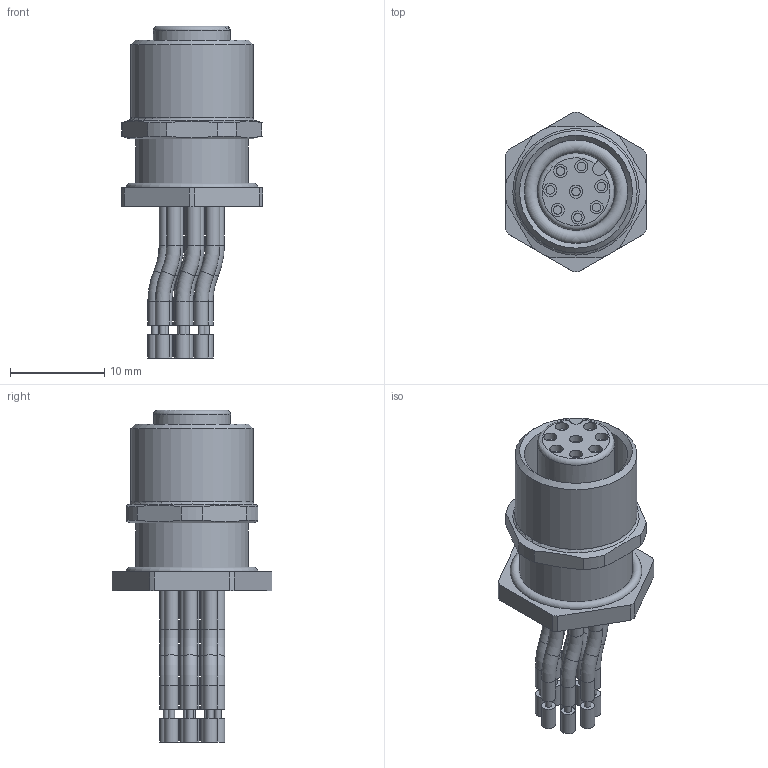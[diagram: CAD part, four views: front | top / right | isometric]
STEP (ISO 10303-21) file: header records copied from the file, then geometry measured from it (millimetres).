
FILE_DESCRIPTION(/* description */ (''),/* implementation_level */ '2;1');
FILE_NAME(/* name */ 'AL-FHM12KUA8-m_M12_S3550.stp',/* time_stamp */ '2018-01-29T16:51:27+01:00',/* author */ (''),/* organization */ (''),/* preprocessor_version */ 'ST-DEVELOPER v16',/* originating_system */ 'SIEMENS PLM Software NX 10.0',/* authorisation */ '');
FILE_SCHEMA (('AUTOMOTIVE_DESIGN { 1 0 10303 214 3 1 1 1 }'));
Length unit declared in the file: millimetre
Products named in the file (1): AL-FHM12KUA8-m_M12_S3550_stp
Bounding box: 15 x 17 x 35.3 mm (x, y, z)
Volume: 2437.9 mm3; surface area: 2348.9 mm2
Topology: 1 solids, 1 shells, 149 faces, 301 edges, 196 vertices
Faces by surface type: cylinder 66, plane 59, torus 20, cone 4
Full cylindrical faces by diameter (mm): 0.7 x8, 0.9 x8, 1.4 x8, 1.5 x24, 11 x1, 12 x1, 13 x1
Entity records: 3422 total; most frequent: DIRECTION 636, CARTESIAN_POINT 595, ORIENTED_EDGE 410, AXIS2_PLACEMENT_3D 295, EDGE_LOOP 265, FACE_BOUND 218, EDGE_CURVE 205, VERTEX_POINT 174
